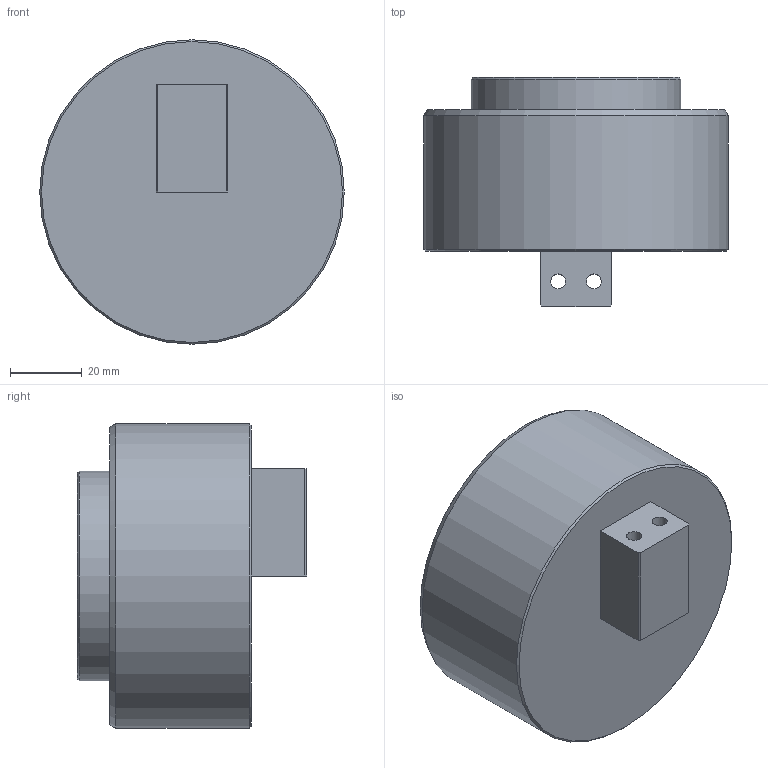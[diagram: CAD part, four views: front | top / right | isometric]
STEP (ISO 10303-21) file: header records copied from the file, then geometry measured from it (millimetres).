
FILE_DESCRIPTION (( 'STEP AP214' ), '1' );
FILE_NAME ('12121147_defeature.STEP', '2021-04-09T09:02:02', ( '' ), ( '' ), 'SwSTEP 2.0', 'SolidWorks 2020', '' );
FILE_SCHEMA (( 'AUTOMOTIVE_DESIGN' ));
Length unit declared in the file: millimetre
Products named in the file (1): 12121147_defeature
Bounding box: 85 x 64 x 85 mm (x, y, z)
Volume: 256435.3 mm3; surface area: 25605.6 mm2
Topology: 1 solids, 1 shells, 21 faces, 46 edges, 31 vertices
Faces by surface type: plane 12, cylinder 6, cone 3
Full cylindrical faces by diameter (mm): 2.5 x2, 4.2 x2, 58.5 x1, 85 x1
Entity records: 588 total; most frequent: DIRECTION 92, CARTESIAN_POINT 82, ORIENTED_EDGE 66, EDGE_LOOP 38, AXIS2_PLACEMENT_3D 37, EDGE_CURVE 33, FACE_OUTER_BOUND 27, VERTEX_POINT 27
